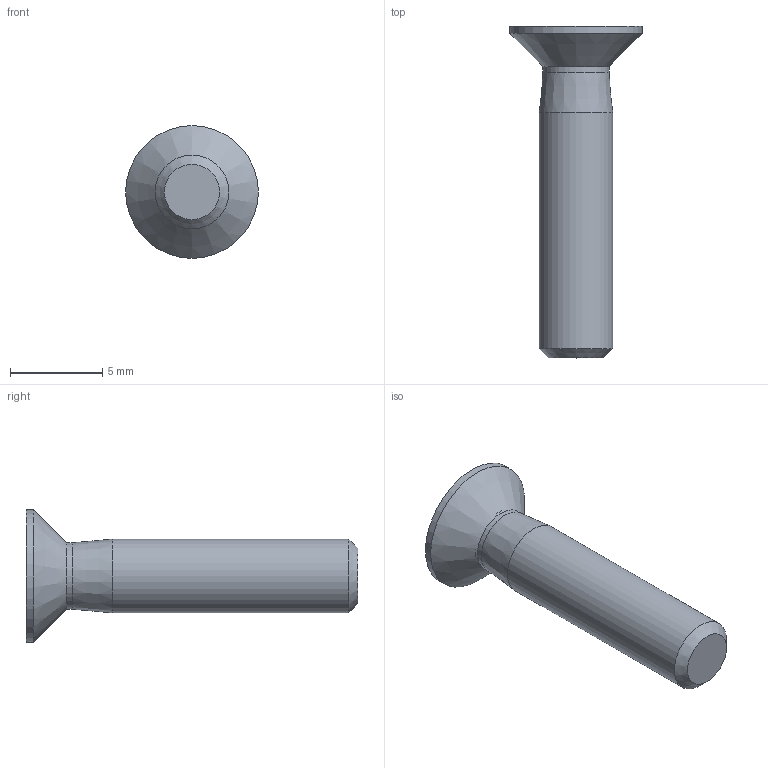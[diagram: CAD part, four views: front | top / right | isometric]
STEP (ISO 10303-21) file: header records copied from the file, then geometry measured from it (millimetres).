
FILE_DESCRIPTION (( 'STEP AP203' ), '1' );
FILE_NAME ('58371-240-18.step', '2020-01-24T10:45:47', ( '' ), ( '' ), 'SwSTEP 2.0', 'SolidWorks 2015', '' );
FILE_SCHEMA (( 'CONFIG_CONTROL_DESIGN' ));
Length unit declared in the file: millimetre
Products named in the file (2): 58371-240-18
Bounding box: 7.2 x 18 x 7.2 mm (x, y, z)
Volume: 240 mm3; surface area: 328.4 mm2
Topology: 1 solids, 1 shells, 277 faces, 730 edges, 485 vertices
Faces by surface type: plane 152, bspline 119, cylinder 3, cone 3
Full cylindrical faces by diameter (mm): 3.6 x1, 4 x1, 7.2 x1
Entity records: 14587 total; most frequent: CARTESIAN_POINT 8412, ORIENTED_EDGE 1448, DIRECTION 813, EDGE_CURVE 724, VERTEX_POINT 485, LINE 479, VECTOR 479, EDGE_LOOP 313
